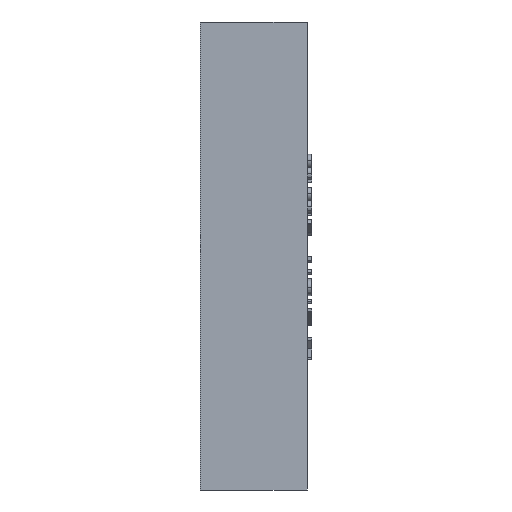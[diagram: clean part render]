
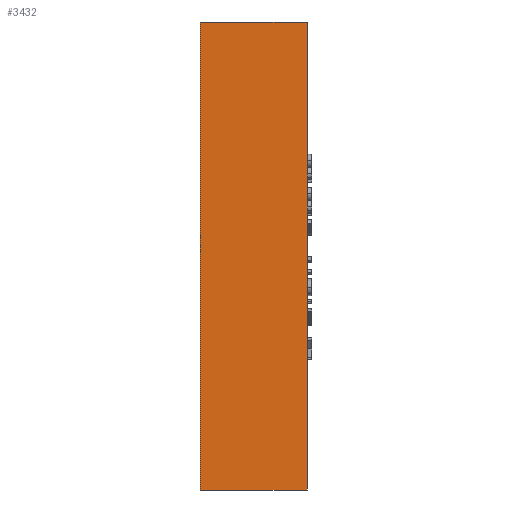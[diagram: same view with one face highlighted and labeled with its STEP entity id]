
A CAD part, left-side view. The second image highlights one B-rep face of the part: STEP entity #3432.
In plain terms, the highlighted planar face has unit normal (-1, 0, 0).
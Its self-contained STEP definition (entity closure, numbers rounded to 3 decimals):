
#210=FACE_OUTER_BOUND('',#405,.T.);
#405=EDGE_LOOP('',(#2431,#2432,#2433,#2434));
#611=LINE('',#4577,#1017);
#687=LINE('',#5309,#1093);
#715=LINE('',#5365,#1121);
#716=LINE('',#5366,#1122);
#1017=VECTOR('',#3826,109.61);
#1093=VECTOR('',#3908,109.61);
#1121=VECTOR('',#3944,25.);
#1122=VECTOR('',#3945,25.);
#1421=VERTEX_POINT('',#4574);
#1422=VERTEX_POINT('',#4576);
#1531=VERTEX_POINT('',#5306);
#1532=VERTEX_POINT('',#5308);
#1768=EDGE_CURVE('',#1421,#1422,#611,.T.);
#1879=EDGE_CURVE('',#1532,#1531,#687,.T.);
#1907=EDGE_CURVE('',#1422,#1531,#715,.T.);
#1908=EDGE_CURVE('',#1421,#1532,#716,.T.);
#2431=ORIENTED_EDGE('',*,*,#1879,.T.);
#2432=ORIENTED_EDGE('',*,*,#1907,.F.);
#2433=ORIENTED_EDGE('',*,*,#1768,.F.);
#2434=ORIENTED_EDGE('',*,*,#1908,.T.);
#3301=PLANE('',#3634);
#3432=ADVANCED_FACE('',(#210),#3301,.F.);
#3634=AXIS2_PLACEMENT_3D('',#5364,#3942,#3943);
#3826=DIRECTION('',(0.,0.,-1.));
#3908=DIRECTION('',(0.,0.,-1.));
#3942=DIRECTION('center_axis',(1.,0.,0.));
#3943=DIRECTION('ref_axis',(0.,1.,0.));
#3944=DIRECTION('',(0.,1.,0.));
#3945=DIRECTION('',(0.,1.,0.));
#4574=CARTESIAN_POINT('',(0.,0.,109.61));
#4576=CARTESIAN_POINT('',(0.,0.,0.));
#4577=CARTESIAN_POINT('',(0.,0.,109.61));
#5306=CARTESIAN_POINT('',(0.,25.,0.));
#5308=CARTESIAN_POINT('',(0.,25.,109.61));
#5309=CARTESIAN_POINT('',(0.,25.,109.61));
#5364=CARTESIAN_POINT('Origin',(0.,0.,0.));
#5365=CARTESIAN_POINT('',(0.,0.,0.));
#5366=CARTESIAN_POINT('',(0.,0.,109.61));
